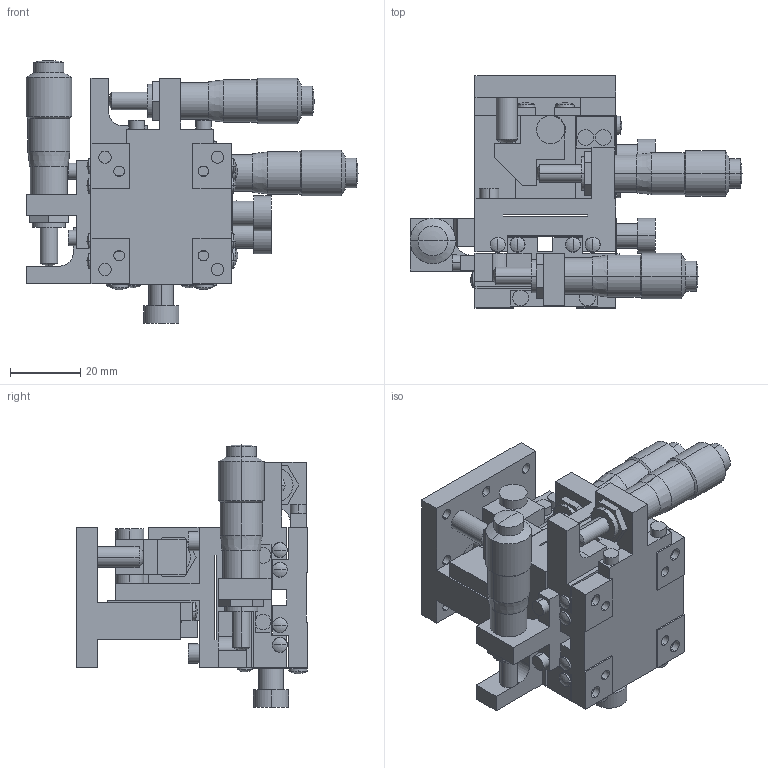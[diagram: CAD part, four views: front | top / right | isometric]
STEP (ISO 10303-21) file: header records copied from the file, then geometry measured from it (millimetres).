
FILE_DESCRIPTION (( 'STEP AP203' ), '1' );
FILE_NAME ('LT-4047-S1.STEP', '2011-08-17T04:28:01', ( '' ), ( '' ), 'SwSTEP 2.0', 'SolidWorks 2011', '' );
FILE_SCHEMA (( 'CONFIG_CONTROL_DESIGN' ));
Length unit declared in the file: millimetre
Products named in the file (7): LT-4047-S1; LT-4047-S1-6; LT-4047-S1-5; LT-4047-S1-4; LT-4047-S1-3; LT-4047-S1-2; LT-4047-S1-1
Assembly tree (6 placements, depth 2):
  LT-4047-S1
    LT-4047-S1-4
    LT-4047-S1-3
    LT-4047-S1-6
    LT-4047-S1-5
    LT-4047-S1-1
    LT-4047-S1-2
Bounding box: 94.5 x 66 x 74.8 mm (x, y, z)
Volume: 92748.9 mm3; surface area: 50220.4 mm2
Topology: 8 solids, 17 shells, 677 faces, 1658 edges, 1044 vertices
Faces by surface type: plane 332, cylinder 219, cone 70, sphere 40, bspline 10, torus 6
Entity records: 22728 total; most frequent: CARTESIAN_POINT 5435, DIRECTION 3646, ORIENTED_EDGE 3304, EDGE_CURVE 1652, AXIS2_PLACEMENT_3D 1339, VERTEX_POINT 1044, LINE 968, VECTOR 968
